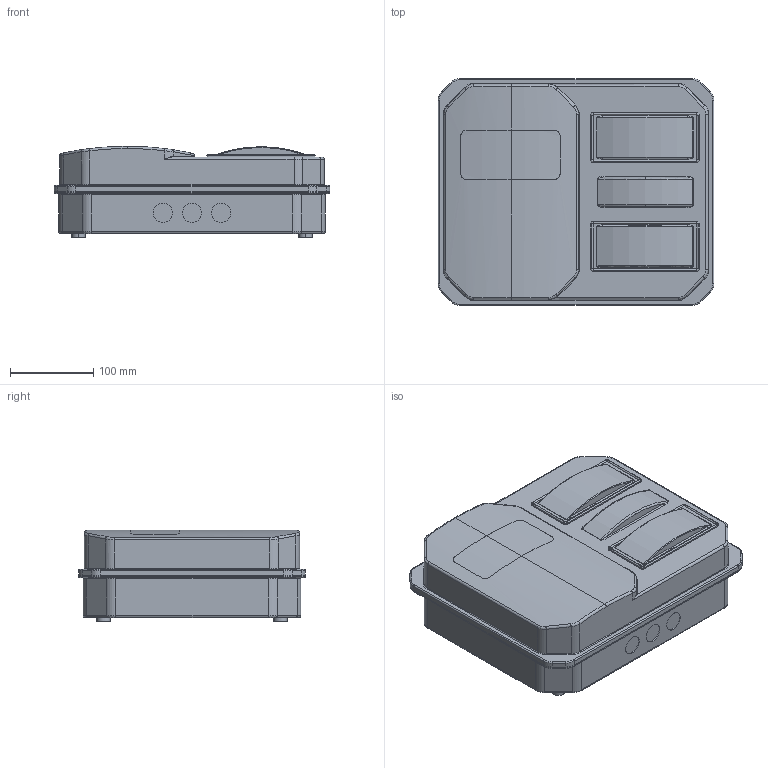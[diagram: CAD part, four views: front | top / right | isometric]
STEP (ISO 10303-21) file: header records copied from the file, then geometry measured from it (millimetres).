
FILE_DESCRIPTION (( 'STEP AP214' ), '1' );
FILE_NAME ('MSP112-1-55 Êîðïóñ ïëàñòèêîâûé ÙÓÐí-Ï 1_12 IP55.STEP', '2016-10-21T06:38:49', ( '' ), ( '' ), 'SwSTEP 2.0', 'SolidWorks 2014', '' );
FILE_SCHEMA (( 'AUTOMOTIVE_DESIGN' ));
Length unit declared in the file: millimetre
Products named in the file (1): MSP112-1-55 Êîðïóñ ïëàñòèêîâûé ÙÓÐí-Ï 1_12 IP55
Bounding box: 332 x 273 x 110 mm (x, y, z)
Volume: 814647.7 mm3; surface area: 640107.6 mm2
Topology: 5 solids, 5 shells, 625 faces, 1495 edges, 928 vertices
Faces by surface type: cylinder 286, plane 211, torus 84, bspline 44
Entity records: 23991 total; most frequent: CARTESIAN_POINT 9250, DIRECTION 3230, ORIENTED_EDGE 2980, EDGE_CURVE 1490, AXIS2_PLACEMENT_3D 1264, VERTEX_POINT 928, LINE 702, VECTOR 702
